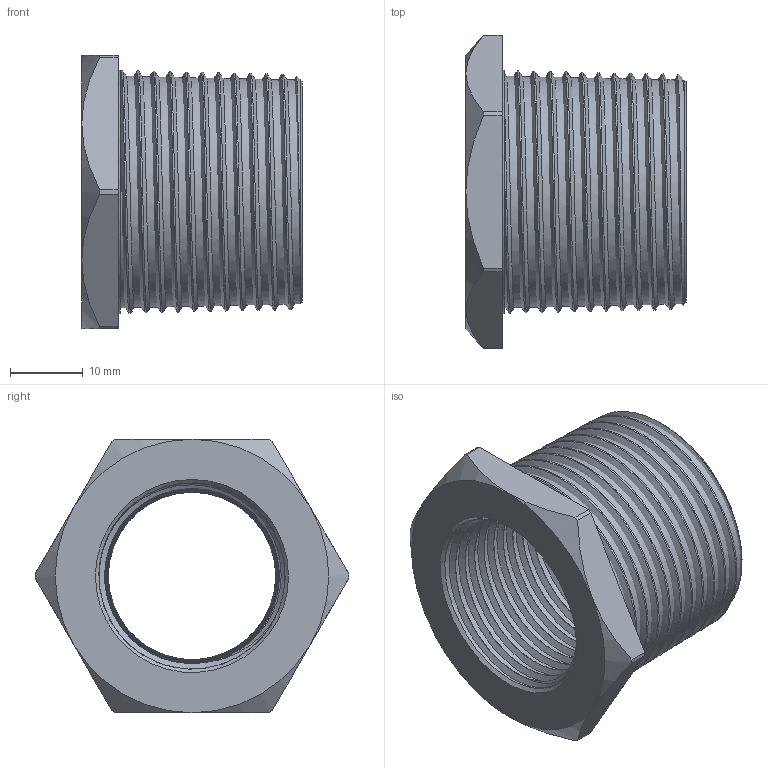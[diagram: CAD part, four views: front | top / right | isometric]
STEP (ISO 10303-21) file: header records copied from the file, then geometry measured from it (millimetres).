
FILE_DESCRIPTION(/* description */ ('Reduzierung NPT 1" x 3/4"'),/* implementation_level */ '2;1');
FILE_NAME(/* name */ 'RX745159-RST.stp',/* time_stamp */ '2021-08-31T10:23:17+02:00',/* author */ ('sl'),/* organization */ (''),/* preprocessor_version */ 'ST-DEVELOPER v16.5',/* originating_system */ 'Autodesk Inventor 2017',/* authorisation */ '');
FILE_SCHEMA (('AUTOMOTIVE_DESIGN { 1 0 10303 214 3 1 1 }'));
Length unit declared in the file: millimetre
Products named in the file (1): RX745154
Bounding box: 30.3 x 43.09 x 37.6 mm (x, y, z)
Volume: 11978.1 mm3; surface area: 13423 mm2
Topology: 1 solids, 1 shells, 41 faces, 99 edges, 60 vertices
Faces by surface type: plane 13, cone 12, bspline 8, cylinder 8
Full cylindrical faces by diameter (mm): 23 x1, 33.47 x1
Entity records: 7970 total; most frequent: CARTESIAN_POINT 7111, ORIENTED_EDGE 180, DIRECTION 157, EDGE_CURVE 88, AXIS2_PLACEMENT_3D 68, VERTEX_POINT 55, EDGE_LOOP 49, FACE_OUTER_BOUND 41
